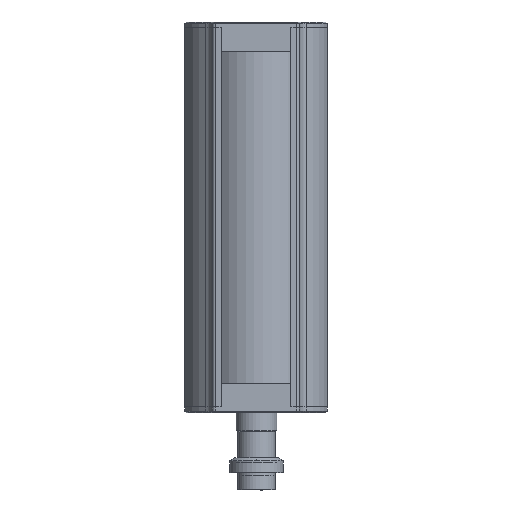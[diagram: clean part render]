
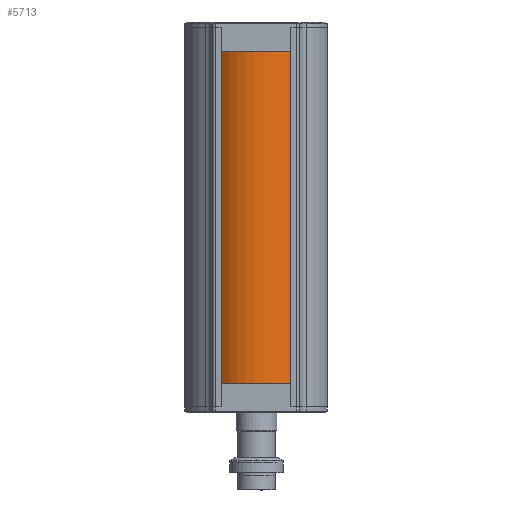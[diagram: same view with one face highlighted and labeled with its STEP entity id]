
A CAD part, front view. The second image highlights one B-rep face of the part: STEP entity #5713.
In plain terms, the highlighted cylindrical face has radius 17.5 mm (diameter 35 mm), a partial arc.
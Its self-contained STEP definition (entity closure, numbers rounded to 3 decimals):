
#551 = EDGE_CURVE ( 'NONE', #4579, #60536, #64504, .T. ) ;
#1576 = DIRECTION ( 'NONE',  ( 0., 0., -1. ) ) ;
#2688 = ORIENTED_EDGE ( 'NONE', *, *, #35258, .F. ) ;
#3456 = AXIS2_PLACEMENT_3D ( 'NONE', #46186, #56916, #51525 ) ;
#3885 = LINE ( 'NONE', #65529, #18723 ) ;
#4579 = VERTEX_POINT ( 'NONE', #40735 ) ;
#4814 = DIRECTION ( 'NONE',  ( -0.853, 0.522, 0. ) ) ;
#5713 = ADVANCED_FACE ( 'NONE', ( #56655 ), #60191, .T. ) ;
#6764 = ORIENTED_EDGE ( 'NONE', *, *, #12730, .T. ) ;
#9954 = DIRECTION ( 'NONE',  ( 0., 0., -1. ) ) ;
#10013 = CARTESIAN_POINT ( 'NONE',  ( -22.734, -44.629, -59. ) ) ;
#10752 = DIRECTION ( 'NONE',  ( 0., 0., -1. ) ) ;
#12730 = EDGE_CURVE ( 'NONE', #40164, #18045, #31933, .T. ) ;
#15287 = VECTOR ( 'NONE', #1576, 1000. ) ;
#18045 = VERTEX_POINT ( 'NONE', #53501 ) ;
#18723 = VECTOR ( 'NONE', #9954, 1000. ) ;
#28287 = ORIENTED_EDGE ( 'NONE', *, *, #551, .T. ) ;
#28853 = EDGE_LOOP ( 'NONE', ( #2688, #6764, #35832, #28287 ) ) ;
#31664 = EDGE_CURVE ( 'NONE', #18045, #4579, #3885, .T. ) ;
#31933 = CIRCLE ( 'NONE', #55797, 17.5 ) ;
#32518 = CARTESIAN_POINT ( 'NONE',  ( -37.662, -35.495, 59. ) ) ;
#33885 = DIRECTION ( 'NONE',  ( -0.853, 0.522, 0. ) ) ;
#35258 = EDGE_CURVE ( 'NONE', #40164, #60536, #36159, .T. ) ;
#35832 = ORIENTED_EDGE ( 'NONE', *, *, #31664, .T. ) ;
#36133 = AXIS2_PLACEMENT_3D ( 'NONE', #40209, #56481, #33885 ) ;
#36159 = LINE ( 'NONE', #45298, #15287 ) ;
#40164 = VERTEX_POINT ( 'NONE', #44964 ) ;
#40209 = CARTESIAN_POINT ( 'NONE',  ( -37.662, -35.495, 59. ) ) ;
#40735 = CARTESIAN_POINT ( 'NONE',  ( -52.59, -26.362, -59. ) ) ;
#44964 = CARTESIAN_POINT ( 'NONE',  ( -22.734, -44.629, 59. ) ) ;
#45298 = CARTESIAN_POINT ( 'NONE',  ( -22.734, -44.629, 59. ) ) ;
#46186 = CARTESIAN_POINT ( 'NONE',  ( -37.662, -35.495, -59. ) ) ;
#51525 = DIRECTION ( 'NONE',  ( -0.853, 0.522, 0. ) ) ;
#53501 = CARTESIAN_POINT ( 'NONE',  ( -52.59, -26.362, 59. ) ) ;
#55797 = AXIS2_PLACEMENT_3D ( 'NONE', #32518, #10752, #4814 ) ;
#56481 = DIRECTION ( 'NONE',  ( 0., 0., -1. ) ) ;
#56655 = FACE_OUTER_BOUND ( 'NONE', #28853, .T. ) ;
#56916 = DIRECTION ( 'NONE',  ( 0., 0., 1. ) ) ;
#60191 = CYLINDRICAL_SURFACE ( 'NONE', #36133, 17.5 ) ;
#60536 = VERTEX_POINT ( 'NONE', #10013 ) ;
#64504 = CIRCLE ( 'NONE', #3456, 17.5 ) ;
#65529 = CARTESIAN_POINT ( 'NONE',  ( -52.59, -26.362, 59. ) ) ;
